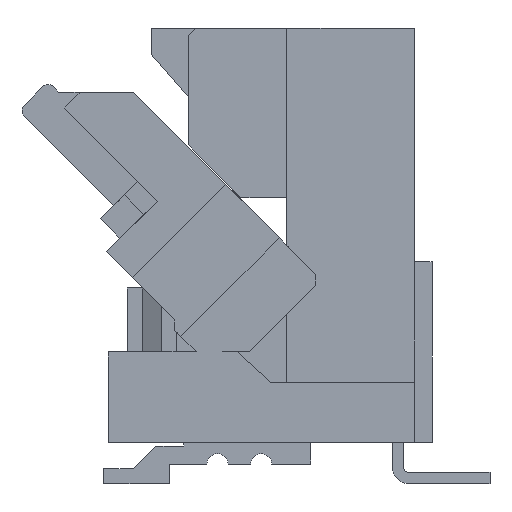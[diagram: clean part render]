
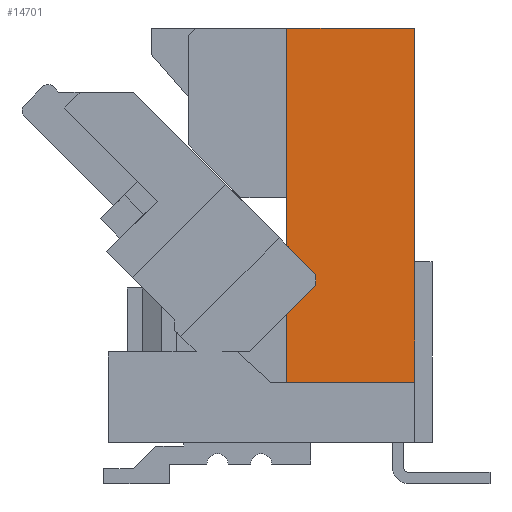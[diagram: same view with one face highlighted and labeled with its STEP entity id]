
A CAD part, left-side view. The second image highlights one B-rep face of the part: STEP entity #14701.
In plain terms, the highlighted planar face has unit normal (-1, 0, 0).
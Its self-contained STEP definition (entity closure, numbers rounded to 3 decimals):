
#414 = VERTEX_POINT('',#415);
#415 = CARTESIAN_POINT('',(-4.85,-0.958,3.164));
#421 = EDGE_CURVE('',#414,#422,#424,.T.);
#422 = VERTEX_POINT('',#423);
#423 = CARTESIAN_POINT('',(-4.85,-0.992,3.131));
#424 = LINE('',#425,#426);
#425 = CARTESIAN_POINT('',(-4.85,-0.958,3.164));
#426 = VECTOR('',#427,1.);
#427 = DIRECTION('',(0.,-0.707,-0.707));
#5064 = VERTEX_POINT('',#5065);
#5065 = CARTESIAN_POINT('',(-4.85,-2.658,1.35));
#5071 = EDGE_CURVE('',#5072,#5064,#5074,.T.);
#5072 = VERTEX_POINT('',#5073);
#5073 = CARTESIAN_POINT('',(-4.85,-2.658,6.05));
#5074 = LINE('',#5075,#5076);
#5075 = CARTESIAN_POINT('',(-4.85,-2.658,6.05));
#5076 = VECTOR('',#5077,1.);
#5077 = DIRECTION('',(0.,0.,-1.));
#8977 = EDGE_CURVE('',#8978,#5072,#8980,.T.);
#8978 = VERTEX_POINT('',#8979);
#8979 = CARTESIAN_POINT('',(-4.85,-0.958,6.05));
#8980 = LINE('',#8981,#8982);
#8981 = CARTESIAN_POINT('',(-4.85,-0.958,6.05));
#8982 = VECTOR('',#8983,1.);
#8983 = DIRECTION('',(0.,-1.,0.));
#9881 = VERTEX_POINT('',#9882);
#9882 = CARTESIAN_POINT('',(-4.85,-0.958,3.097));
#9888 = EDGE_CURVE('',#9881,#9889,#9891,.T.);
#9889 = VERTEX_POINT('',#9890);
#9890 = CARTESIAN_POINT('',(-4.85,-0.958,1.35));
#9891 = LINE('',#9892,#9893);
#9892 = CARTESIAN_POINT('',(-4.85,-0.958,3.097));
#9893 = VECTOR('',#9894,1.);
#9894 = DIRECTION('',(0.,0.,-1.));
#9974 = EDGE_CURVE('',#8978,#414,#9975,.T.);
#9975 = LINE('',#9976,#9977);
#9976 = CARTESIAN_POINT('',(-4.85,-0.958,6.05));
#9977 = VECTOR('',#9978,1.);
#9978 = DIRECTION('',(0.,0.,-1.));
#14681 = EDGE_CURVE('',#9881,#422,#14682,.T.);
#14682 = LINE('',#14683,#14684);
#14683 = CARTESIAN_POINT('',(-4.85,-0.958,3.097));
#14684 = VECTOR('',#14685,1.);
#14685 = DIRECTION('',(0.,-0.707,0.707));
#14701 = ADVANCED_FACE('',(#14702),#14716,.T.);
#14702 = FACE_BOUND('',#14703,.F.);
#14703 = EDGE_LOOP('',(#14704,#14705,#14706,#14707,#14708,#14709,#14715)
  );
#14704 = ORIENTED_EDGE('',*,*,#14681,.T.);
#14705 = ORIENTED_EDGE('',*,*,#421,.F.);
#14706 = ORIENTED_EDGE('',*,*,#9974,.F.);
#14707 = ORIENTED_EDGE('',*,*,#8977,.T.);
#14708 = ORIENTED_EDGE('',*,*,#5071,.T.);
#14709 = ORIENTED_EDGE('',*,*,#14710,.T.);
#14710 = EDGE_CURVE('',#5064,#9889,#14711,.T.);
#14711 = LINE('',#14712,#14713);
#14712 = CARTESIAN_POINT('',(-4.85,-2.658,1.35));
#14713 = VECTOR('',#14714,1.);
#14714 = DIRECTION('',(0.,1.,0.));
#14715 = ORIENTED_EDGE('',*,*,#9888,.F.);
#14716 = PLANE('',#14717);
#14717 = AXIS2_PLACEMENT_3D('',#14718,#14719,#14720);
#14718 = CARTESIAN_POINT('',(-4.85,-0.958,6.05));
#14719 = DIRECTION('',(-1.,0.,0.));
#14720 = DIRECTION('',(0.,-1.,0.));
